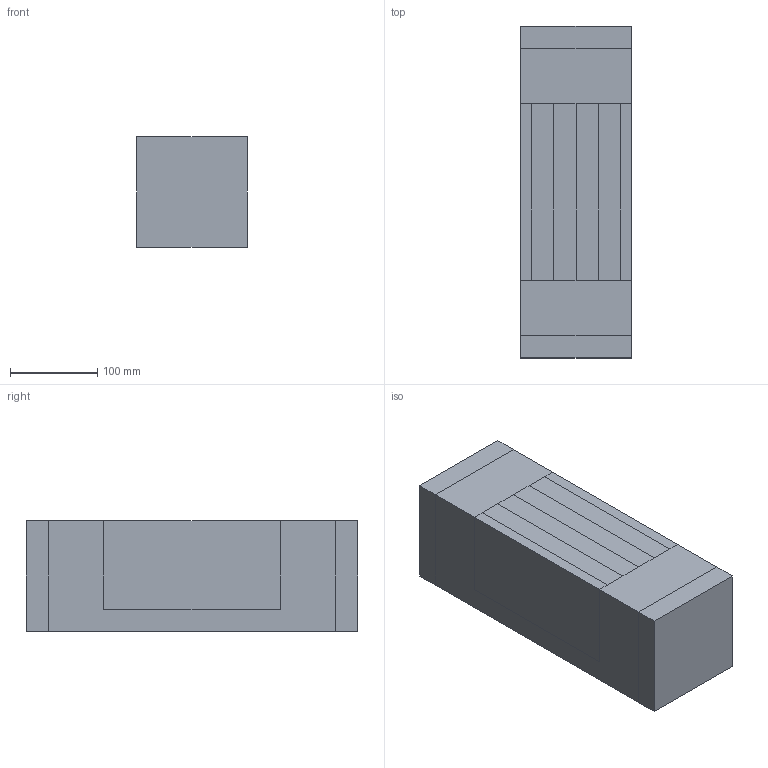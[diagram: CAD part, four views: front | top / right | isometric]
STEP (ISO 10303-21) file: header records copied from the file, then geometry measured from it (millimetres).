
FILE_DESCRIPTION((''),'2;1');
FILE_NAME( 'card_cage.stp', '2000-08-23T10:52:58',('User'),('SDRC'),'I-DEAS Master Series 8','UNIX', 'Yes');
FILE_SCHEMA(('CONFIG_CONTROL_DESIGN'));
Length unit declared in the file: millimetre
Bounding box: 127 x 381 x 127 mm (x, y, z)
Surface area: 412902.4 mm2 (no closed solid volume)
Topology: 0 solids, 34 shells, 48 faces, 186 edges, 107 vertices
Faces by surface type: bspline 48
Entity records: 1677 total; most frequent: CARTESIAN_POINT 672, ORIENTED_EDGE 210, EDGE_CURVE 186, VERTEX_POINT 106, QUASI_UNIFORM_CURVE 98, B_SPLINE_CURVE_WITH_KNOTS 88, EDGE_LOOP 48, FACE_OUTER_BOUND 48
